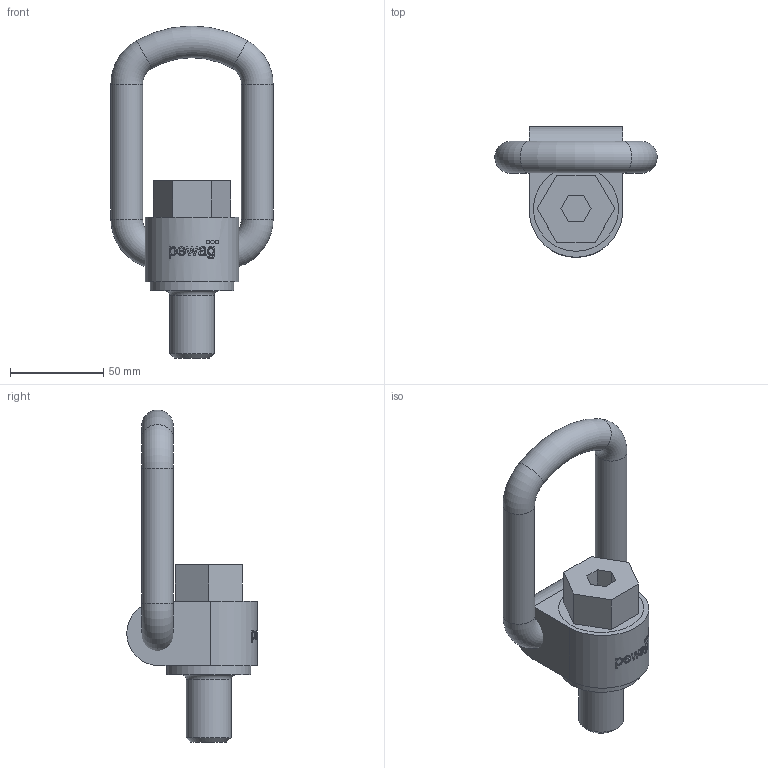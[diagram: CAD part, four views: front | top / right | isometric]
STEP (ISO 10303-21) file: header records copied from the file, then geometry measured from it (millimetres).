
FILE_DESCRIPTION(/* description */ (''),/* implementation_level */ '2;1');
FILE_NAME(/* name */ 'PLAW_4_t_(_13).stp',/* time_stamp */ '2020-03-05T15:35:04+01:00',/* author */ (''),/* organization */ (''),/* preprocessor_version */ 'ST-DEVELOPER v16',/* originating_system */ 'SIEMENS PLM Software NX 11.0',/* authorisation */ '');
FILE_SCHEMA (('AUTOMOTIVE_DESIGN { 1 0 10303 214 3 1 1 1 }'));
Length unit declared in the file: millimetre
Products named in the file (1): mum4B6C00A2pqg9
Bounding box: 87 x 70 x 178 mm (x, y, z)
Volume: 223166.1 mm3; surface area: 37043.5 mm2
Topology: 2 solids, 2 shells, 129 faces, 321 edges, 211 vertices
Faces by surface type: plane 59, extrusion 45, cylinder 18, torus 6, cone 1
Full cylindrical faces by diameter (mm): 1.875 x3, 17 x3, 24 x1, 45 x1, 45.569 x1
Entity records: 5196 total; most frequent: CARTESIAN_POINT 2213, ORIENTED_EDGE 608, DIRECTION 439, EDGE_CURVE 304, VERTEX_POINT 210, B_SPLINE_CURVE_WITH_KNOTS 174, VECTOR 171, EDGE_LOOP 162
